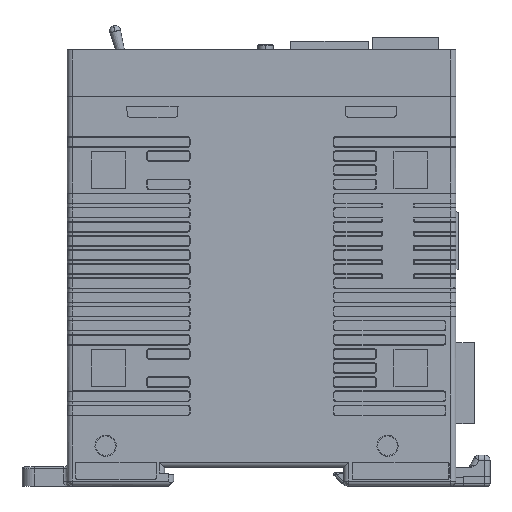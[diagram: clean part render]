
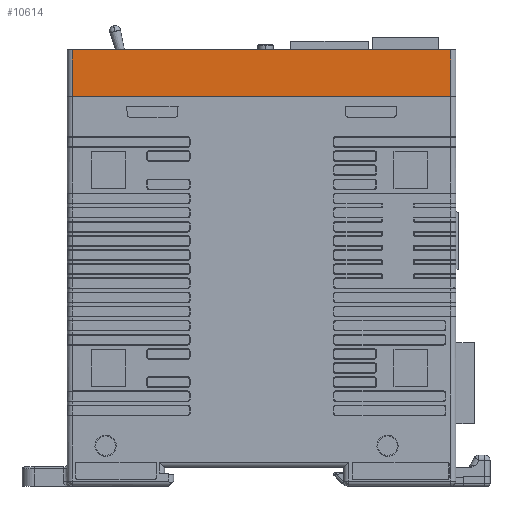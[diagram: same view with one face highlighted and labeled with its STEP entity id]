
A CAD part, left-side view. The second image highlights one B-rep face of the part: STEP entity #10614.
In plain terms, the highlighted planar face has unit normal (-1, 0, 0).
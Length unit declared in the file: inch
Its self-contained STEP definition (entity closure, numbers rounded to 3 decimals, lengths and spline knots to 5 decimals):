
#5708 = ORIENTED_EDGE ( 'NONE', *, *, #81537, .F. ) ;
#9471 = CARTESIAN_POINT ( 'NONE',  ( -0.45536, 1.4373, 3.25638 ) ) ;
#10614 = ADVANCED_FACE ( 'NONE', ( #141221 ), #13368, .F. ) ;
#13263 = VECTOR ( 'NONE', #91512, 39.37008 ) ;
#13368 = PLANE ( 'NONE',  #23509 ) ;
#15783 = CARTESIAN_POINT ( 'NONE',  ( -0.45536, 1.4373, 2.89122 ) ) ;
#18178 = VERTEX_POINT ( 'NONE', #15783 ) ;
#18468 = VECTOR ( 'NONE', #58507, 39.37008 ) ;
#18914 = ORIENTED_EDGE ( 'NONE', *, *, #83153, .F. ) ;
#23509 = AXIS2_PLACEMENT_3D ( 'NONE', #98895, #181683, #55724 ) ;
#27399 = CARTESIAN_POINT ( 'NONE',  ( -0.45536, 1.4373, 3.24063 ) ) ;
#28041 = DIRECTION ( 'NONE',  ( 0., 0., -1. ) ) ;
#42444 = VERTEX_POINT ( 'NONE', #49415 ) ;
#46045 = EDGE_CURVE ( 'NONE', #42444, #168944, #123759, .T. ) ;
#49415 = CARTESIAN_POINT ( 'NONE',  ( -0.45536, -1.51545, 3.25638 ) ) ;
#55724 = DIRECTION ( 'NONE',  ( 0., 1., 0. ) ) ;
#58507 = DIRECTION ( 'NONE',  ( 0., -1., 0. ) ) ;
#60298 = CARTESIAN_POINT ( 'NONE',  ( -0.45536, -1.51545, 2.89122 ) ) ;
#66707 = VECTOR ( 'NONE', #28041, 39.37008 ) ;
#76339 = VERTEX_POINT ( 'NONE', #9471 ) ;
#81537 = EDGE_CURVE ( 'NONE', #168944, #18178, #107107, .T. ) ;
#83153 = EDGE_CURVE ( 'NONE', #18178, #76339, #169938, .T. ) ;
#83503 = DIRECTION ( 'NONE',  ( 0., 0., 1. ) ) ;
#86115 = ORIENTED_EDGE ( 'NONE', *, *, #46045, .F. ) ;
#91512 = DIRECTION ( 'NONE',  ( 0., 1., 0. ) ) ;
#98895 = CARTESIAN_POINT ( 'NONE',  ( -0.45536, -1.55482, 3.24063 ) ) ;
#107107 = LINE ( 'NONE', #135647, #13263 ) ;
#113660 = CARTESIAN_POINT ( 'NONE',  ( -0.45536, -1.55482, 3.25638 ) ) ;
#120116 = EDGE_LOOP ( 'NONE', ( #86115, #168553, #18914, #5708 ) ) ;
#123759 = LINE ( 'NONE', #179844, #66707 ) ;
#135647 = CARTESIAN_POINT ( 'NONE',  ( -0.45536, -1.55522, 2.89122 ) ) ;
#141221 = FACE_OUTER_BOUND ( 'NONE', #120116, .T. ) ;
#141286 = LINE ( 'NONE', #113660, #18468 ) ;
#142876 = VECTOR ( 'NONE', #83503, 39.37008 ) ;
#168553 = ORIENTED_EDGE ( 'NONE', *, *, #168784, .F. ) ;
#168784 = EDGE_CURVE ( 'NONE', #76339, #42444, #141286, .T. ) ;
#168944 = VERTEX_POINT ( 'NONE', #60298 ) ;
#169938 = LINE ( 'NONE', #27399, #142876 ) ;
#179844 = CARTESIAN_POINT ( 'NONE',  ( -0.45536, -1.51545, 3.24063 ) ) ;
#181683 = DIRECTION ( 'NONE',  ( 1., 0., 0. ) ) ;
